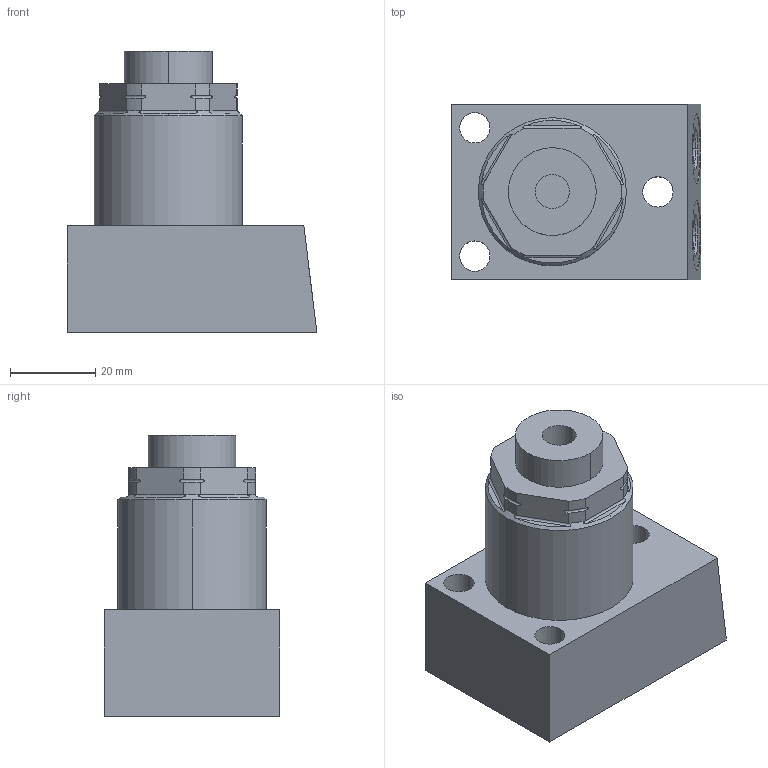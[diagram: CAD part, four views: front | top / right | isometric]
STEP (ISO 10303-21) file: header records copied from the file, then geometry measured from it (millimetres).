
FILE_DESCRIPTION((''),'2;1');
FILE_NAME('ILCM41006006','2019-12-06T',('jweaver'),(''),'PRO/ENGINEER BY PARAMETRIC TECHNOLOGY CORPORATION, 2013320','PRO/ENGINEER BY PARAMETRIC TECHNOLOGY CORPORATION, 2013320','');
FILE_SCHEMA(('AUTOMOTIVE_DESIGN { 1 0 10303 214 1 1 1 1 }'));
Length unit declared in the file: millimetre
Products named in the file (1): ILCM41006006
Bounding box: 58.75 x 41.27 x 66.13 mm (x, y, z)
Volume: 87658.3 mm3; surface area: 15902.8 mm2
Topology: 1 solids, 1 shells, 75 faces, 182 edges, 116 vertices
Faces by surface type: cylinder 38, plane 25, torus 6, cone 6
Entity records: 2780 total; most frequent: CARTESIAN_POINT 829, DIRECTION 386, ORIENTED_EDGE 364, EDGE_CURVE 182, AXIS2_PLACEMENT_3D 153, VERTEX_POINT 116, COLOUR_RGB 107, EDGE_LOOP 88
